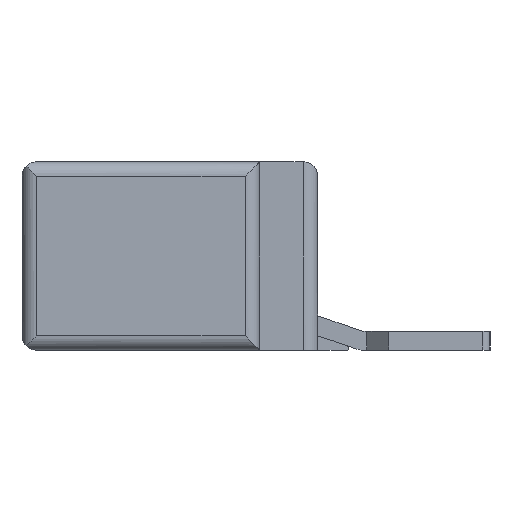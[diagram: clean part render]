
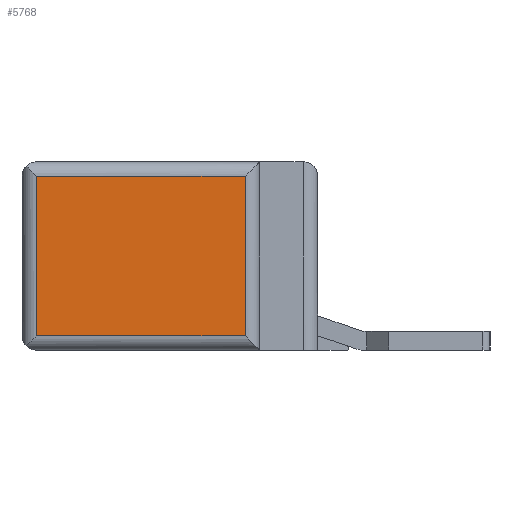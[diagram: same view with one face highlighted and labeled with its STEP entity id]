
A CAD part, left-side view. The second image highlights one B-rep face of the part: STEP entity #5768.
In plain terms, the highlighted planar face has unit normal (-1, 0, 0).
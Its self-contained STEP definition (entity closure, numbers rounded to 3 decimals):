
#355 = CYLINDRICAL_SURFACE('',#356,1.);
#356 = AXIS2_PLACEMENT_3D('',#357,#358,#359);
#357 = CARTESIAN_POINT('',(-42.25,-90.,-5.5));
#358 = DIRECTION('',(0.,1.,0.));
#359 = DIRECTION('',(1.,0.,0.));
#3717 = CYLINDRICAL_SURFACE('',#3718,1.);
#3718 = AXIS2_PLACEMENT_3D('',#3719,#3720,#3721);
#3719 = CARTESIAN_POINT('',(-42.25,-90.,5.5));
#3720 = DIRECTION('',(0.,1.,0.));
#3721 = DIRECTION('',(1.,0.,0.));
#4127 = CYLINDRICAL_SURFACE('',#4128,1.);
#4128 = AXIS2_PLACEMENT_3D('',#4129,#4130,#4131);
#4129 = CARTESIAN_POINT('',(-42.25,5.,-6.5));
#4130 = DIRECTION('',(0.,0.,1.));
#4131 = DIRECTION('',(1.,0.,0.));
#4146 = VERTEX_POINT('',#4147);
#4147 = CARTESIAN_POINT('',(-43.25,5.,5.5));
#4262 = EDGE_CURVE('',#4263,#4146,#4265,.T.);
#4263 = VERTEX_POINT('',#4264);
#4264 = CARTESIAN_POINT('',(-43.25,5.,-5.5));
#4265 = SURFACE_CURVE('',#4266,(#4270,#4277),.PCURVE_S1.);
#4266 = LINE('',#4267,#4268);
#4267 = CARTESIAN_POINT('',(-43.25,5.,-5.5));
#4268 = VECTOR('',#4269,1.);
#4269 = DIRECTION('',(0.,0.,1.));
#4270 = PCURVE('',#4127,#4271);
#4271 = DEFINITIONAL_REPRESENTATION('',(#4272),#4276);
#4272 = LINE('',#4273,#4274);
#4273 = CARTESIAN_POINT('',(3.142,1.));
#4274 = VECTOR('',#4275,1.);
#4275 = DIRECTION('',(0.,1.));
#4276 = ( GEOMETRIC_REPRESENTATION_CONTEXT(2) 
PARAMETRIC_REPRESENTATION_CONTEXT() REPRESENTATION_CONTEXT('2D SPACE',''
  ) );
#4277 = PCURVE('',#4278,#4283);
#4278 = PLANE('',#4279);
#4279 = AXIS2_PLACEMENT_3D('',#4280,#4281,#4282);
#4280 = CARTESIAN_POINT('',(-43.25,19.4,-6.5));
#4281 = DIRECTION('',(-1.,0.,0.));
#4282 = DIRECTION('',(0.,-1.,0.));
#4283 = DEFINITIONAL_REPRESENTATION('',(#4284),#4288);
#4284 = LINE('',#4285,#4286);
#4285 = CARTESIAN_POINT('',(14.4,1.));
#4286 = VECTOR('',#4287,1.);
#4287 = DIRECTION('',(0.,1.));
#4288 = ( GEOMETRIC_REPRESENTATION_CONTEXT(2) 
PARAMETRIC_REPRESENTATION_CONTEXT() REPRESENTATION_CONTEXT('2D SPACE',''
  ) );
#4410 = EDGE_CURVE('',#4263,#4411,#4413,.T.);
#4411 = VERTEX_POINT('',#4412);
#4412 = CARTESIAN_POINT('',(-43.25,19.4,-5.5));
#4413 = SURFACE_CURVE('',#4414,(#4418,#4425),.PCURVE_S1.);
#4414 = LINE('',#4415,#4416);
#4415 = CARTESIAN_POINT('',(-43.25,5.,-5.5));
#4416 = VECTOR('',#4417,1.);
#4417 = DIRECTION('',(0.,1.,0.));
#4418 = PCURVE('',#355,#4419);
#4419 = DEFINITIONAL_REPRESENTATION('',(#4420),#4424);
#4420 = LINE('',#4421,#4422);
#4421 = CARTESIAN_POINT('',(3.142,95.));
#4422 = VECTOR('',#4423,1.);
#4423 = DIRECTION('',(0.,1.));
#4424 = ( GEOMETRIC_REPRESENTATION_CONTEXT(2) 
PARAMETRIC_REPRESENTATION_CONTEXT() REPRESENTATION_CONTEXT('2D SPACE',''
  ) );
#4425 = PCURVE('',#4278,#4426);
#4426 = DEFINITIONAL_REPRESENTATION('',(#4427),#4431);
#4427 = LINE('',#4428,#4429);
#4428 = CARTESIAN_POINT('',(14.4,1.));
#4429 = VECTOR('',#4430,1.);
#4430 = DIRECTION('',(-1.,0.));
#4431 = ( GEOMETRIC_REPRESENTATION_CONTEXT(2) 
PARAMETRIC_REPRESENTATION_CONTEXT() REPRESENTATION_CONTEXT('2D SPACE',''
  ) );
#4474 = CYLINDRICAL_SURFACE('',#4475,1.);
#4475 = AXIS2_PLACEMENT_3D('',#4476,#4477,#4478);
#4476 = CARTESIAN_POINT('',(-42.25,19.4,-6.5));
#4477 = DIRECTION('',(0.,0.,1.));
#4478 = DIRECTION('',(1.,0.,0.));
#5678 = VERTEX_POINT('',#5679);
#5679 = CARTESIAN_POINT('',(-43.25,19.4,5.5));
#5747 = EDGE_CURVE('',#4146,#5678,#5748,.T.);
#5748 = SURFACE_CURVE('',#5749,(#5753,#5760),.PCURVE_S1.);
#5749 = LINE('',#5750,#5751);
#5750 = CARTESIAN_POINT('',(-43.25,5.,5.5));
#5751 = VECTOR('',#5752,1.);
#5752 = DIRECTION('',(0.,1.,0.));
#5753 = PCURVE('',#3717,#5754);
#5754 = DEFINITIONAL_REPRESENTATION('',(#5755),#5759);
#5755 = LINE('',#5756,#5757);
#5756 = CARTESIAN_POINT('',(3.142,95.));
#5757 = VECTOR('',#5758,1.);
#5758 = DIRECTION('',(0.,1.));
#5759 = ( GEOMETRIC_REPRESENTATION_CONTEXT(2) 
PARAMETRIC_REPRESENTATION_CONTEXT() REPRESENTATION_CONTEXT('2D SPACE',''
  ) );
#5760 = PCURVE('',#4278,#5761);
#5761 = DEFINITIONAL_REPRESENTATION('',(#5762),#5766);
#5762 = LINE('',#5763,#5764);
#5763 = CARTESIAN_POINT('',(14.4,12.));
#5764 = VECTOR('',#5765,1.);
#5765 = DIRECTION('',(-1.,0.));
#5766 = ( GEOMETRIC_REPRESENTATION_CONTEXT(2) 
PARAMETRIC_REPRESENTATION_CONTEXT() REPRESENTATION_CONTEXT('2D SPACE',''
  ) );
#5768 = ADVANCED_FACE('',(#5769),#4278,.T.);
#5769 = FACE_BOUND('',#5770,.F.);
#5770 = EDGE_LOOP('',(#5771,#5772,#5793,#5794));
#5771 = ORIENTED_EDGE('',*,*,#4410,.T.);
#5772 = ORIENTED_EDGE('',*,*,#5773,.T.);
#5773 = EDGE_CURVE('',#4411,#5678,#5774,.T.);
#5774 = SURFACE_CURVE('',#5775,(#5779,#5786),.PCURVE_S1.);
#5775 = LINE('',#5776,#5777);
#5776 = CARTESIAN_POINT('',(-43.25,19.4,-5.5));
#5777 = VECTOR('',#5778,1.);
#5778 = DIRECTION('',(0.,0.,1.));
#5779 = PCURVE('',#4278,#5780);
#5780 = DEFINITIONAL_REPRESENTATION('',(#5781),#5785);
#5781 = LINE('',#5782,#5783);
#5782 = CARTESIAN_POINT('',(0.,1.));
#5783 = VECTOR('',#5784,1.);
#5784 = DIRECTION('',(0.,1.));
#5785 = ( GEOMETRIC_REPRESENTATION_CONTEXT(2) 
PARAMETRIC_REPRESENTATION_CONTEXT() REPRESENTATION_CONTEXT('2D SPACE',''
  ) );
#5786 = PCURVE('',#4474,#5787);
#5787 = DEFINITIONAL_REPRESENTATION('',(#5788),#5792);
#5788 = LINE('',#5789,#5790);
#5789 = CARTESIAN_POINT('',(3.142,1.));
#5790 = VECTOR('',#5791,1.);
#5791 = DIRECTION('',(0.,1.));
#5792 = ( GEOMETRIC_REPRESENTATION_CONTEXT(2) 
PARAMETRIC_REPRESENTATION_CONTEXT() REPRESENTATION_CONTEXT('2D SPACE',''
  ) );
#5793 = ORIENTED_EDGE('',*,*,#5747,.F.);
#5794 = ORIENTED_EDGE('',*,*,#4262,.F.);
